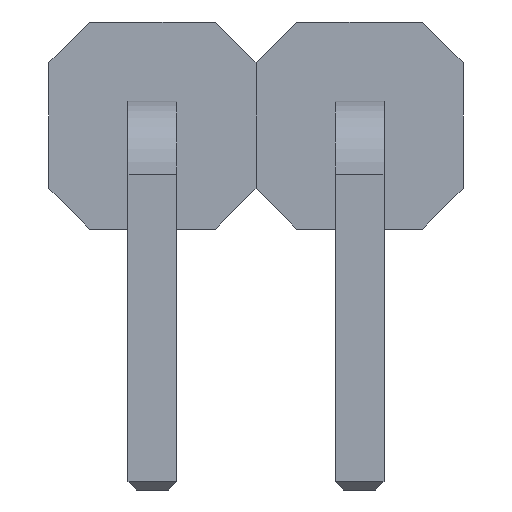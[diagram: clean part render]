
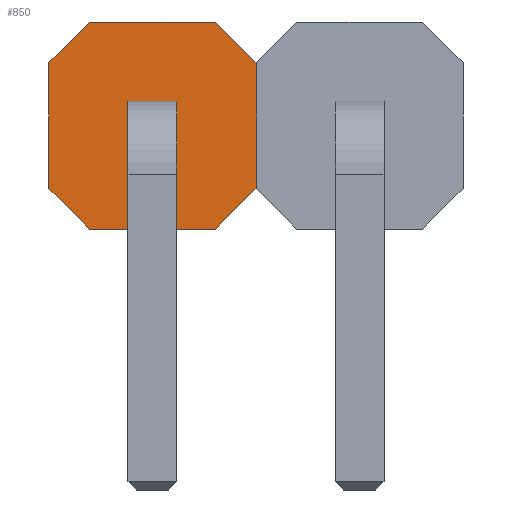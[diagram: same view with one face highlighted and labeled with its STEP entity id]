
A CAD part, front view. The second image highlights one B-rep face of the part: STEP entity #850.
In plain terms, the highlighted planar face has unit normal (0, -1, 0).
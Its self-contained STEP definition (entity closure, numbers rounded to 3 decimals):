
#2 = VECTOR ( 'NONE', #635, 1000. ) ;
#44 = ORIENTED_EDGE ( 'NONE', *, *, #364, .F. ) ;
#49 = VERTEX_POINT ( 'NONE', #1449 ) ;
#77 = CARTESIAN_POINT ( 'NONE',  ( 0., 1.76, 0. ) ) ;
#134 = VERTEX_POINT ( 'NONE', #1045 ) ;
#145 = ORIENTED_EDGE ( 'NONE', *, *, #2229, .F. ) ;
#187 = CARTESIAN_POINT ( 'NONE',  ( -0.3, 1.76, 0.67 ) ) ;
#200 = ORIENTED_EDGE ( 'NONE', *, *, #866, .F. ) ;
#203 = ORIENTED_EDGE ( 'NONE', *, *, #350, .F. ) ;
#315 = VECTOR ( 'NONE', #1215, 1000. ) ;
#327 = CARTESIAN_POINT ( 'NONE',  ( -0.77, 1.76, 0. ) ) ;
#350 = EDGE_CURVE ( 'NONE', #134, #2473, #1994, .T. ) ;
#351 = CARTESIAN_POINT ( 'NONE',  ( 1.27, 1.76, 2.04 ) ) ;
#362 = CARTESIAN_POINT ( 'NONE',  ( 1.27, 1.76, 0.5 ) ) ;
#364 = EDGE_CURVE ( 'NONE', #1378, #1525, #550, .T. ) ;
#366 = VERTEX_POINT ( 'NONE', #2389 ) ;
#375 = VECTOR ( 'NONE', #848, 1000. ) ;
#378 = ORIENTED_EDGE ( 'NONE', *, *, #1118, .F. ) ;
#406 = VERTEX_POINT ( 'NONE', #1594 ) ;
#418 = VECTOR ( 'NONE', #2604, 1000. ) ;
#482 = CARTESIAN_POINT ( 'NONE',  ( 0.3, 1.76, 0.97 ) ) ;
#550 = LINE ( 'NONE', #2203, #2070 ) ;
#635 = DIRECTION ( 'NONE',  ( 0., 0., 1. ) ) ;
#666 = ORIENTED_EDGE ( 'NONE', *, *, #1351, .F. ) ;
#675 = AXIS2_PLACEMENT_3D ( 'NONE', #77, #727, #1947 ) ;
#692 = CARTESIAN_POINT ( 'NONE',  ( -1.27, 1.76, 2.04 ) ) ;
#727 = DIRECTION ( 'NONE',  ( 0., -1., 0. ) ) ;
#739 = VERTEX_POINT ( 'NONE', #2371 ) ;
#817 = DIRECTION ( 'NONE',  ( 0.707, 0., 0.707 ) ) ;
#843 = CARTESIAN_POINT ( 'NONE',  ( -1.27, 1.76, 2.04 ) ) ;
#848 = DIRECTION ( 'NONE',  ( 1., 0., 0. ) ) ;
#850 = ADVANCED_FACE ( 'NONE', ( #908, #2250 ), #1720, .T. ) ;
#860 = VECTOR ( 'NONE', #1242, 1000. ) ;
#866 = EDGE_CURVE ( 'NONE', #406, #1378, #2351, .T. ) ;
#897 = CARTESIAN_POINT ( 'NONE',  ( -1.27, 1.76, 2.04 ) ) ;
#908 = FACE_OUTER_BOUND ( 'NONE', #1817, .T. ) ;
#1014 = VERTEX_POINT ( 'NONE', #362 ) ;
#1024 = LINE ( 'NONE', #2003, #1513 ) ;
#1045 = CARTESIAN_POINT ( 'NONE',  ( 0.77, 1.76, 0. ) ) ;
#1046 = VERTEX_POINT ( 'NONE', #2204 ) ;
#1078 = ORIENTED_EDGE ( 'NONE', *, *, #2558, .F. ) ;
#1082 = CARTESIAN_POINT ( 'NONE',  ( 1.27, 1.76, 0.5 ) ) ;
#1089 = DIRECTION ( 'NONE',  ( 1., 0., 0. ) ) ;
#1096 = DIRECTION ( 'NONE',  ( 0., 0., 1. ) ) ;
#1097 = LINE ( 'NONE', #2608, #1233 ) ;
#1118 = EDGE_CURVE ( 'NONE', #1867, #49, #1344, .T. ) ;
#1161 = DIRECTION ( 'NONE',  ( 0., 0., 1. ) ) ;
#1166 = ORIENTED_EDGE ( 'NONE', *, *, #2187, .T. ) ;
#1179 = EDGE_LOOP ( 'NONE', ( #44, #200, #1166, #666 ) ) ;
#1185 = VECTOR ( 'NONE', #2538, 1000. ) ;
#1215 = DIRECTION ( 'NONE',  ( 0., 0., -1. ) ) ;
#1233 = VECTOR ( 'NONE', #2026, 1000. ) ;
#1242 = DIRECTION ( 'NONE',  ( 0.707, 0., -0.707 ) ) ;
#1277 = VERTEX_POINT ( 'NONE', #351 ) ;
#1326 = LINE ( 'NONE', #692, #2506 ) ;
#1330 = LINE ( 'NONE', #1486, #375 ) ;
#1344 = LINE ( 'NONE', #843, #1703 ) ;
#1351 = EDGE_CURVE ( 'NONE', #1525, #1046, #1097, .T. ) ;
#1368 = VECTOR ( 'NONE', #1089, 1000. ) ;
#1378 = VERTEX_POINT ( 'NONE', #2063 ) ;
#1408 = LINE ( 'NONE', #2442, #315 ) ;
#1415 = LINE ( 'NONE', #2501, #860 ) ;
#1449 = CARTESIAN_POINT ( 'NONE',  ( -0.77, 1.76, 2.54 ) ) ;
#1486 = CARTESIAN_POINT ( 'NONE',  ( -0.77, 1.76, 2.54 ) ) ;
#1513 = VECTOR ( 'NONE', #2237, 1000. ) ;
#1525 = VERTEX_POINT ( 'NONE', #1878 ) ;
#1569 = LINE ( 'NONE', #187, #2 ) ;
#1594 = CARTESIAN_POINT ( 'NONE',  ( -0.3, 1.76, 0.97 ) ) ;
#1675 = ORIENTED_EDGE ( 'NONE', *, *, #1913, .F. ) ;
#1703 = VECTOR ( 'NONE', #817, 1000. ) ;
#1720 = PLANE ( 'NONE',  #675 ) ;
#1751 = LINE ( 'NONE', #1082, #1185 ) ;
#1817 = EDGE_LOOP ( 'NONE', ( #378, #145, #1078, #203, #1911, #1862, #1675, #2172 ) ) ;
#1862 = ORIENTED_EDGE ( 'NONE', *, *, #2594, .F. ) ;
#1867 = VERTEX_POINT ( 'NONE', #897 ) ;
#1878 = CARTESIAN_POINT ( 'NONE',  ( 0.3, 1.76, 1.57 ) ) ;
#1911 = ORIENTED_EDGE ( 'NONE', *, *, #2642, .F. ) ;
#1913 = EDGE_CURVE ( 'NONE', #739, #1277, #1415, .T. ) ;
#1947 = DIRECTION ( 'NONE',  ( 0., 0., -1. ) ) ;
#1973 = EDGE_CURVE ( 'NONE', #49, #739, #1330, .T. ) ;
#1994 = LINE ( 'NONE', #327, #418 ) ;
#2003 = CARTESIAN_POINT ( 'NONE',  ( -1.27, 1.76, 0.5 ) ) ;
#2026 = DIRECTION ( 'NONE',  ( -1., 0., 0. ) ) ;
#2063 = CARTESIAN_POINT ( 'NONE',  ( 0.3, 1.76, 0.97 ) ) ;
#2070 = VECTOR ( 'NONE', #1161, 1000. ) ;
#2172 = ORIENTED_EDGE ( 'NONE', *, *, #1973, .F. ) ;
#2187 = EDGE_CURVE ( 'NONE', #406, #1046, #1569, .T. ) ;
#2203 = CARTESIAN_POINT ( 'NONE',  ( 0.3, 1.76, 0.67 ) ) ;
#2204 = CARTESIAN_POINT ( 'NONE',  ( -0.3, 1.76, 1.57 ) ) ;
#2229 = EDGE_CURVE ( 'NONE', #366, #1867, #1326, .T. ) ;
#2237 = DIRECTION ( 'NONE',  ( -0.707, 0., 0.707 ) ) ;
#2250 = FACE_BOUND ( 'NONE', #1179, .T. ) ;
#2252 = CARTESIAN_POINT ( 'NONE',  ( -0.77, 1.76, 0. ) ) ;
#2351 = LINE ( 'NONE', #482, #1368 ) ;
#2371 = CARTESIAN_POINT ( 'NONE',  ( 0.77, 1.76, 2.54 ) ) ;
#2389 = CARTESIAN_POINT ( 'NONE',  ( -1.27, 1.76, 0.5 ) ) ;
#2442 = CARTESIAN_POINT ( 'NONE',  ( 1.27, 1.76, 2.04 ) ) ;
#2473 = VERTEX_POINT ( 'NONE', #2252 ) ;
#2501 = CARTESIAN_POINT ( 'NONE',  ( 1.27, 1.76, 2.04 ) ) ;
#2506 = VECTOR ( 'NONE', #1096, 1000. ) ;
#2538 = DIRECTION ( 'NONE',  ( -0.707, 0., -0.707 ) ) ;
#2558 = EDGE_CURVE ( 'NONE', #2473, #366, #1024, .T. ) ;
#2594 = EDGE_CURVE ( 'NONE', #1277, #1014, #1408, .T. ) ;
#2604 = DIRECTION ( 'NONE',  ( -1., 0., 0. ) ) ;
#2608 = CARTESIAN_POINT ( 'NONE',  ( 0.3, 1.76, 1.57 ) ) ;
#2642 = EDGE_CURVE ( 'NONE', #1014, #134, #1751, .T. ) ;
